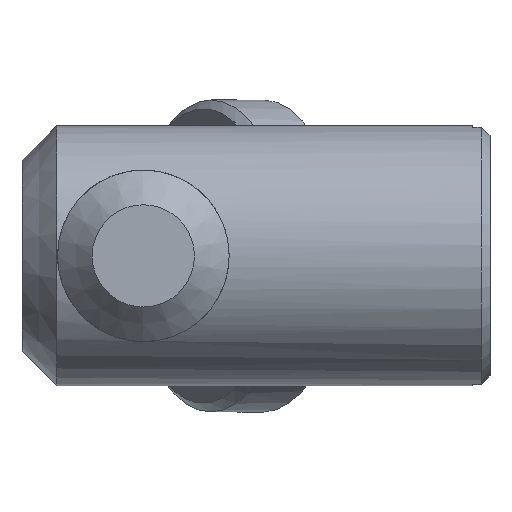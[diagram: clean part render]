
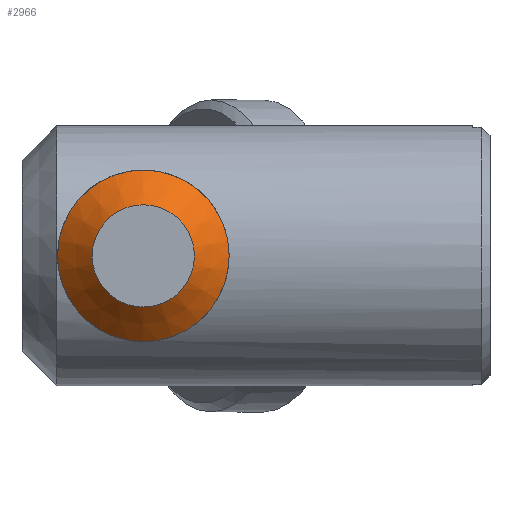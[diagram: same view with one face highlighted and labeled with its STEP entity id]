
A CAD part, front view. The second image highlights one B-rep face of the part: STEP entity #2966.
In plain terms, the highlighted conical face has half-angle 45 degrees and reference radius 4.95 mm.
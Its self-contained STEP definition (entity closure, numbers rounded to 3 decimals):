
#32=CONICAL_SURFACE('',#3165,4.95,0.785);
#96=LINE('',#6037,#400);
#400=VECTOR('',#3502,4.95);
#708=CIRCLE('',#3163,4.95);
#709=CIRCLE('',#3166,2.95);
#958=FACE_OUTER_BOUND('',#1121,.T.);
#1121=EDGE_LOOP('',(#2139,#2140,#2141,#2142));
#1335=VERTEX_POINT('',#5975);
#1339=VERTEX_POINT('',#6036);
#1653=EDGE_CURVE('',#1335,#1335,#708,.T.);
#1657=EDGE_CURVE('',#1335,#1339,#96,.T.);
#1658=EDGE_CURVE('',#1339,#1339,#709,.T.);
#2139=ORIENTED_EDGE('',*,*,#1653,.F.);
#2140=ORIENTED_EDGE('',*,*,#1657,.T.);
#2141=ORIENTED_EDGE('',*,*,#1658,.T.);
#2142=ORIENTED_EDGE('',*,*,#1657,.F.);
#2966=ADVANCED_FACE('',(#958),#32,.T.);
#3163=AXIS2_PLACEMENT_3D('',#5977,#3495,#3496);
#3165=AXIS2_PLACEMENT_3D('',#6035,#3500,#3501);
#3166=AXIS2_PLACEMENT_3D('',#6038,#3503,#3504);
#3495=DIRECTION('center_axis',(0.,1.,0.));
#3496=DIRECTION('ref_axis',(0.001,0.,1.));
#3500=DIRECTION('center_axis',(0.,1.,0.));
#3501=DIRECTION('ref_axis',(0.001,0.,1.));
#3502=DIRECTION('',(0.001,-0.707,0.707));
#3503=DIRECTION('center_axis',(0.,1.,0.));
#3504=DIRECTION('ref_axis',(0.001,0.,1.));
#5975=CARTESIAN_POINT('',(0.789,-22.821,-4.755));
#5977=CARTESIAN_POINT('Origin',(0.796,-22.821,0.195));
#6035=CARTESIAN_POINT('Origin',(0.796,-22.821,0.195));
#6036=CARTESIAN_POINT('',(0.792,-24.821,-2.755));
#6037=CARTESIAN_POINT('',(0.789,-22.821,-4.755));
#6038=CARTESIAN_POINT('Origin',(0.796,-24.821,0.195));
